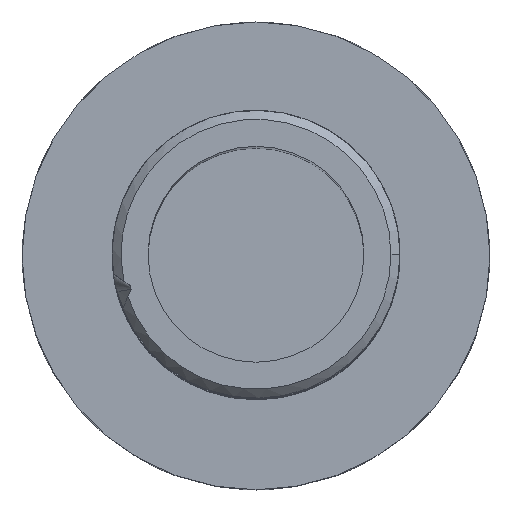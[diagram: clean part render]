
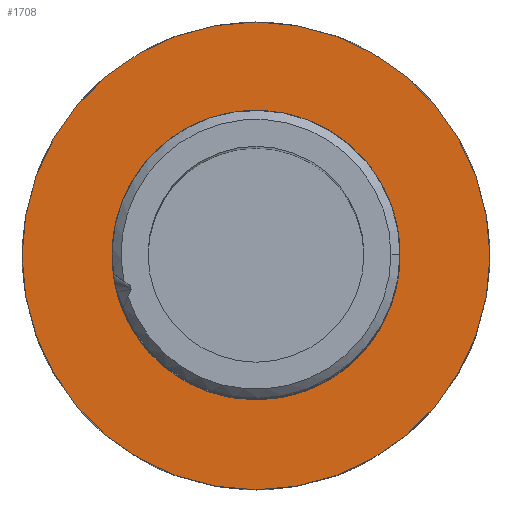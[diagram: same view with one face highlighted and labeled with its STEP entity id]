
A CAD part, top view. The second image highlights one B-rep face of the part: STEP entity #1708.
In plain terms, the highlighted planar face has unit normal (0, 0, 1).
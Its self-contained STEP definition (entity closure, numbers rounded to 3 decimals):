
#1642 = VERTEX_POINT('',#1643);
#1643 = CARTESIAN_POINT('',(16.,0.,-3.));
#1649 = EDGE_CURVE('',#1642,#1642,#1650,.T.);
#1650 = CIRCLE('',#1651,16.);
#1651 = AXIS2_PLACEMENT_3D('',#1652,#1653,#1654);
#1652 = CARTESIAN_POINT('',(0.,0.,-3.));
#1653 = DIRECTION('',(0.,0.,-1.));
#1654 = DIRECTION('',(1.,0.,0.));
#1708 = ADVANCED_FACE('',(#1709,#1720),#1723,.F.);
#1709 = FACE_BOUND('',#1710,.F.);
#1710 = EDGE_LOOP('',(#1711));
#1711 = ORIENTED_EDGE('',*,*,#1712,.T.);
#1712 = EDGE_CURVE('',#1713,#1713,#1715,.T.);
#1713 = VERTEX_POINT('',#1714);
#1714 = CARTESIAN_POINT('',(26.,0.,-3.));
#1715 = CIRCLE('',#1716,26.);
#1716 = AXIS2_PLACEMENT_3D('',#1717,#1718,#1719);
#1717 = CARTESIAN_POINT('',(0.,0.,-3.));
#1718 = DIRECTION('',(0.,0.,-1.));
#1719 = DIRECTION('',(1.,0.,0.));
#1720 = FACE_BOUND('',#1721,.F.);
#1721 = EDGE_LOOP('',(#1722));
#1722 = ORIENTED_EDGE('',*,*,#1649,.F.);
#1723 = PLANE('',#1724);
#1724 = AXIS2_PLACEMENT_3D('',#1725,#1726,#1727);
#1725 = CARTESIAN_POINT('',(0.,0.,-3.));
#1726 = DIRECTION('',(-0.,0.,-1.));
#1727 = DIRECTION('',(1.,-0.,0.));
